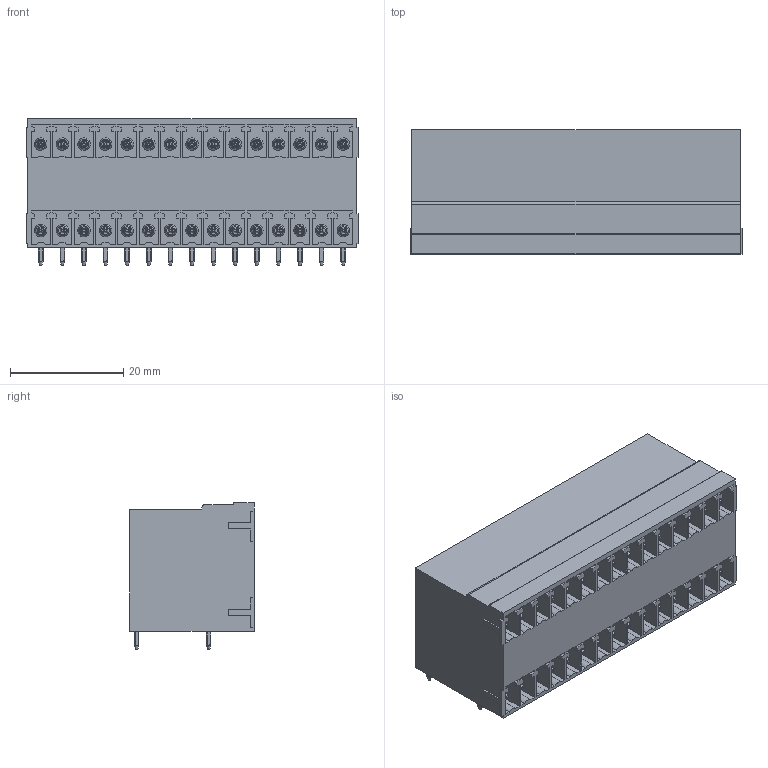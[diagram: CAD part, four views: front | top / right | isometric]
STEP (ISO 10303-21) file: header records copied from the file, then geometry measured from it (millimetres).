
FILE_DESCRIPTION(('CATIA V5 STEP Exchange','CAx-IF Rec.Pracs.--- Model Styling and Organization---1.2---2011-12-15'),'2;1');
FILE_NAME ('D1460830_0_1973860000_1973860000.stp','2018-10-05T04:59:24+00:00',('none'),('Weidmueller'),'CATIA Version 5-6 Release 2014','CATIA V5 STEP AP214','none');
FILE_SCHEMA(('AUTOMOTIVE_DESIGN { 1 0 10303 214 1 1 1 1 }'));
Products named in the file (1): 1973860000
Bounding box: 58.54 x 21.9 x 25.9 mm (x, y, z)
Volume: 24292.1 mm3; surface area: 14544.8 mm2
Topology: 31 solids, 31 shells, 1964 faces, 5376 edges, 3534 vertices
Faces by surface type: plane 1272, cylinder 452, cone 180, torus 60
Entity records: 59758 total; most frequent: CARTESIAN_POINT 16396, ORIENTED_EDGE 10752, DIRECTION 6033, EDGE_CURVE 5376, VECTOR 3749, LINE 3749, VERTEX_POINT 3534, EDGE_LOOP 2084
